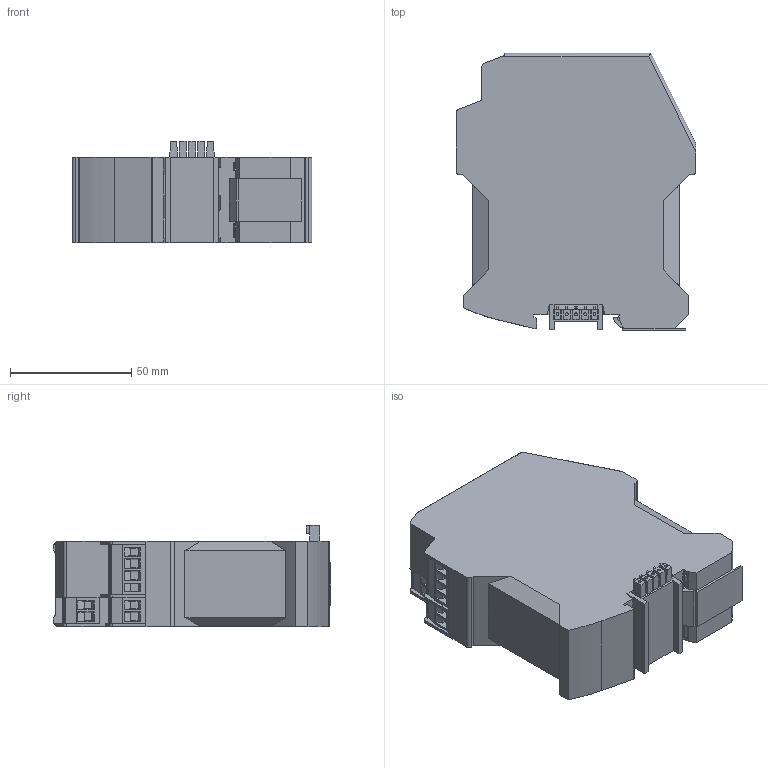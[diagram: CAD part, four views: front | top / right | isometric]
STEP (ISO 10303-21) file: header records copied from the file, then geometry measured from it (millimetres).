
FILE_DESCRIPTION(('SolidDesigner STEP Export'),'2;1');
FILE_NAME('2313669_psi_modem_shdsl_serial-select.stp','2010-02-18T10:13:38',(''),(''),'CoCreate Modeling STEP processor for AP214 (Solid Model)','CoCreate Modeling 16.00A 16-Aug-2008 (C) Parametric Technology GmbH','');
FILE_SCHEMA(('AUTOMOTIVE_DESIGN { 1 0 10303 214 1 1 1 1 }'));
Length unit declared in the file: millimetre
Products named in the file (2): 2313669_psi_modem_shdsl_serial-select
Assembly tree (1 placements, depth 2):
  2313669_psi_modem_shdsl_serial-select
    2313669_psi_modem_shdsl_serial-select
Bounding box: 99 x 114.59 x 41.8 mm (x, y, z)
Volume: 333567.5 mm3; surface area: 36735.6 mm2
Topology: 1 solids, 1 shells, 476 faces, 1280 edges, 833 vertices
Faces by surface type: plane 392, cylinder 74, cone 10
Entity records: 16915 total; most frequent: ORIENTED_EDGE 2560, CARTESIAN_POINT 2373, DIRECTION 2040, EDGE_CURVE 1280, VECTOR 1040, LINE 1040, VERTEX_POINT 833, EDGE_LOOP 511
